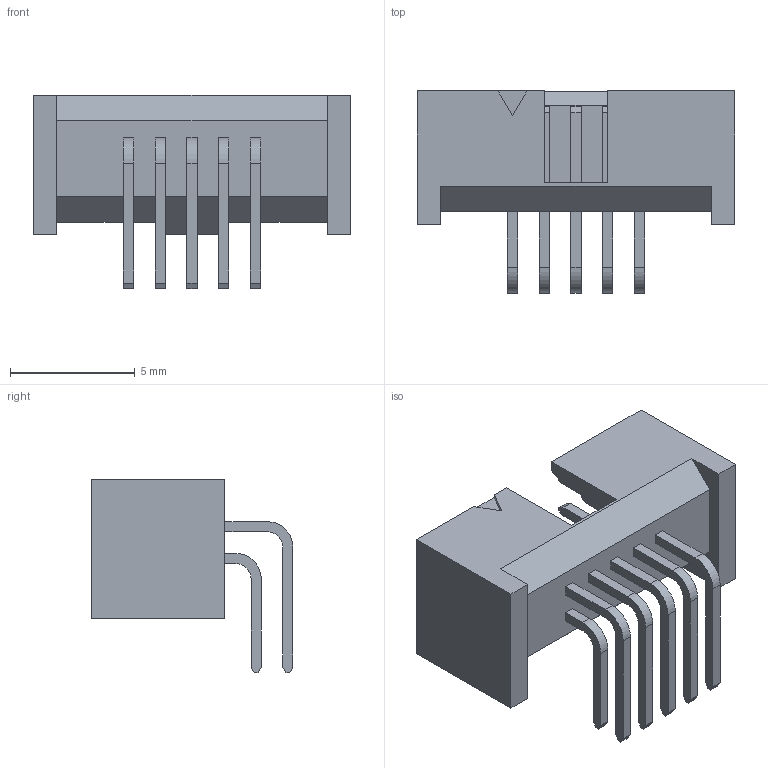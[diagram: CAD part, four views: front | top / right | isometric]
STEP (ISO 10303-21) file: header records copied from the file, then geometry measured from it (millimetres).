
FILE_DESCRIPTION(('STEP AP242'),'1');
FILE_NAME('shf-105-01-l-d-ra.stp','2022-11-02T19:59:45',('TraceParts'),('TraceParts S.A.'),'Spatial InterOp 3D',' ',' ');
FILE_SCHEMA(('AP242_MANAGED_MODEL_BASED_3D_ENGINEERING_MIM_LF {1 0 10303 442 1 1 4}'));
Length unit declared in the file: millimetre
Products named in the file (1): shf-105-01-l-d-ra
Bounding box: 12.7 x 8.08 x 7.75 mm (x, y, z)
Volume: 178.7 mm3; surface area: 572.9 mm2
Topology: 1 solids, 1 shells, 214 faces, 576 edges, 384 vertices
Faces by surface type: plane 194, cylinder 20
Entity records: 8328 total; most frequent: CARTESIAN_POINT 1175, ORIENTED_EDGE 1152, DIRECTION 1046, EDGE_CURVE 576, LINE 536, VECTOR 536, VERTEX_POINT 384, AXIS2_PLACEMENT_3D 255
